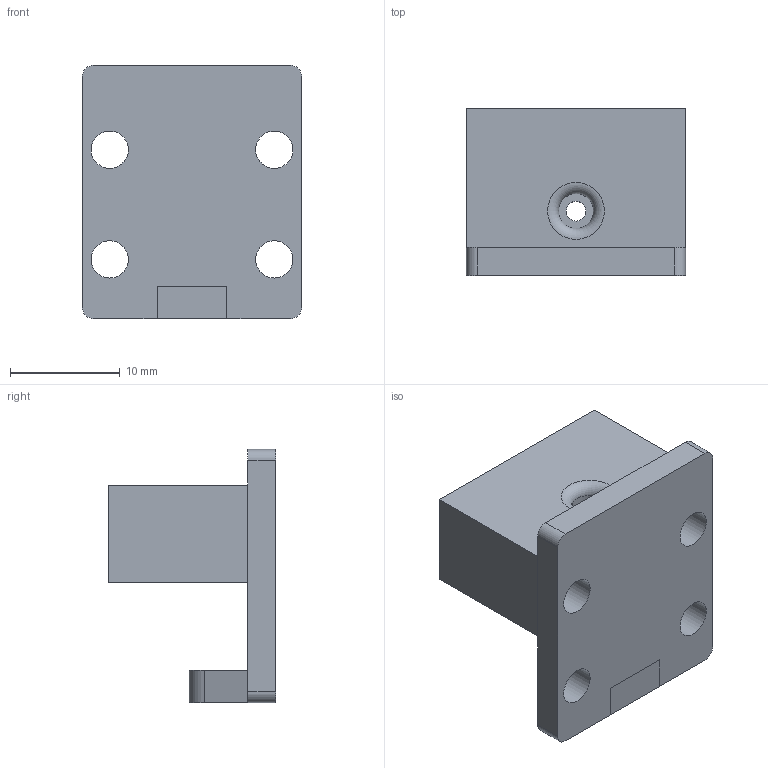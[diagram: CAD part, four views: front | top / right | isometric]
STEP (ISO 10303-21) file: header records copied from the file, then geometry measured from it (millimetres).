
FILE_DESCRIPTION(('FreeCAD Model'),'2;1');
FILE_NAME('Open CASCADE Shape Model','2023-12-18T12:49:23',(''),(''), 'Open CASCADE STEP processor 7.6','FreeCAD','Unknown');
FILE_SCHEMA(('AUTOMOTIVE_DESIGN { 1 0 10303 214 1 1 1 1 }'));
Length unit declared in the file: millimetre
Products named in the file (1): Cross motor mount connector
Bounding box: 20 x 15.24 x 23.1 mm (x, y, z)
Volume: 3094.7 mm3; surface area: 2323.3 mm2
Topology: 1 solids, 1 shells, 34 faces, 84 edges, 52 vertices
Faces by surface type: plane 19, cylinder 13, torus 2
Full cylindrical faces by diameter (mm): 1.8 x1, 3.175 x1, 3.4 x6
Entity records: 2189 total; most frequent: CARTESIAN_POINT 441, DIRECTION 333, LINE 202, VECTOR 202, ORIENTED_EDGE 168, PCURVE 168, DEFINITIONAL_REPRESENTATION 168, EDGE_CURVE 84
